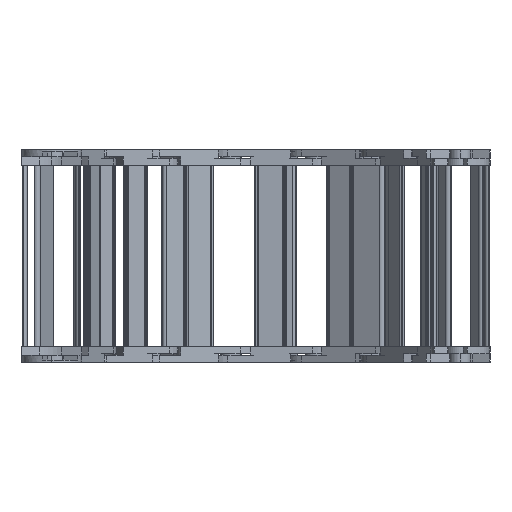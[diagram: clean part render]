
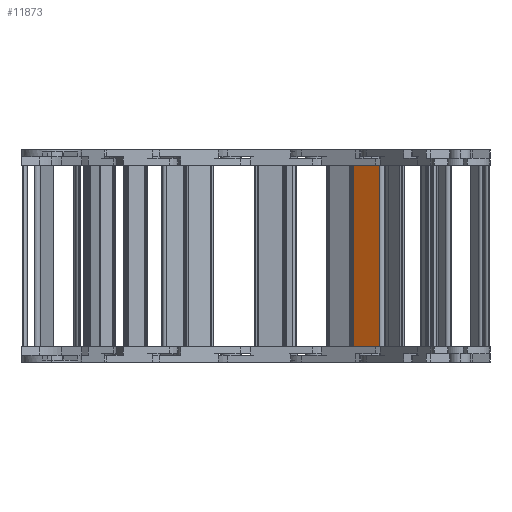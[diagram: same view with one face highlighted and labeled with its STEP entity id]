
A CAD part, left-side view. The second image highlights one B-rep face of the part: STEP entity #11873.
In plain terms, the highlighted planar face has unit normal (-0.871, 0.491, 0).
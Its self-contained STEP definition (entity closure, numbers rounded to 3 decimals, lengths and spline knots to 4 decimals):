
#902 = CARTESIAN_POINT ( 'NONE',  ( 2.4716, -4.5455, -2.7559 ) ) ;
#1328 = EDGE_CURVE ( 'NONE', #2909, #5687, #48407, .T. ) ;
#2909 = VERTEX_POINT ( 'NONE', #27577 ) ;
#4107 = DIRECTION ( 'NONE',  ( 0.492, 0.871, 0. ) ) ;
#5687 = VERTEX_POINT ( 'NONE', #902 ) ;
#7449 = ORIENTED_EDGE ( 'NONE', *, *, #57057, .F. ) ;
#11873 = ADVANCED_FACE ( 'NONE', ( #29928 ), #63873, .T. ) ;
#12652 = VECTOR ( 'NONE', #22223, 39.3701 ) ;
#14239 = EDGE_LOOP ( 'NONE', ( #59903, #20459, #7449, #37569 ) ) ;
#18713 = CARTESIAN_POINT ( 'NONE',  ( 2.2258, -4.9809, 0. ) ) ;
#18739 = CARTESIAN_POINT ( 'NONE',  ( 2.1835, -5.0559, -2.7559 ) ) ;
#19112 = LINE ( 'NONE', #18739, #31571 ) ;
#20459 = ORIENTED_EDGE ( 'NONE', *, *, #61223, .T. ) ;
#21335 = CARTESIAN_POINT ( 'NONE',  ( 2.3487, -4.7632, 0. ) ) ;
#22065 = LINE ( 'NONE', #21335, #34129 ) ;
#22223 = DIRECTION ( 'NONE',  ( 0., 0., -1. ) ) ;
#26727 = LINE ( 'NONE', #71897, #12652 ) ;
#27577 = CARTESIAN_POINT ( 'NONE',  ( 2.4716, -4.5455, 0. ) ) ;
#29928 = FACE_OUTER_BOUND ( 'NONE', #14239, .T. ) ;
#31571 = VECTOR ( 'NONE', #69853, 39.3701 ) ;
#34129 = VECTOR ( 'NONE', #4107, 39.3701 ) ;
#34782 = DIRECTION ( 'NONE',  ( 0., 0., -1. ) ) ;
#35387 = VECTOR ( 'NONE', #70062, 39.3701 ) ;
#37569 = ORIENTED_EDGE ( 'NONE', *, *, #50842, .T. ) ;
#40765 = CARTESIAN_POINT ( 'NONE',  ( 2.4716, -4.5455, 0. ) ) ;
#47301 = CARTESIAN_POINT ( 'NONE',  ( 2.4716, -4.5455, 0. ) ) ;
#48407 = LINE ( 'NONE', #47301, #35387 ) ;
#50733 = VERTEX_POINT ( 'NONE', #71362 ) ;
#50842 = EDGE_CURVE ( 'NONE', #69920, #2909, #22065, .T. ) ;
#57057 = EDGE_CURVE ( 'NONE', #69920, #50733, #26727, .T. ) ;
#58287 = DIRECTION ( 'NONE',  ( -0.871, 0.492, 0. ) ) ;
#59903 = ORIENTED_EDGE ( 'NONE', *, *, #1328, .T. ) ;
#61223 = EDGE_CURVE ( 'NONE', #5687, #50733, #19112, .T. ) ;
#63873 = PLANE ( 'NONE',  #68382 ) ;
#68382 = AXIS2_PLACEMENT_3D ( 'NONE', #40765, #58287, #34782 ) ;
#69853 = DIRECTION ( 'NONE',  ( -0.492, -0.871, 0. ) ) ;
#69920 = VERTEX_POINT ( 'NONE', #18713 ) ;
#70062 = DIRECTION ( 'NONE',  ( 0., 0., -1. ) ) ;
#71362 = CARTESIAN_POINT ( 'NONE',  ( 2.2258, -4.9809, -2.7559 ) ) ;
#71897 = CARTESIAN_POINT ( 'NONE',  ( 2.2258, -4.9809, 0. ) ) ;
